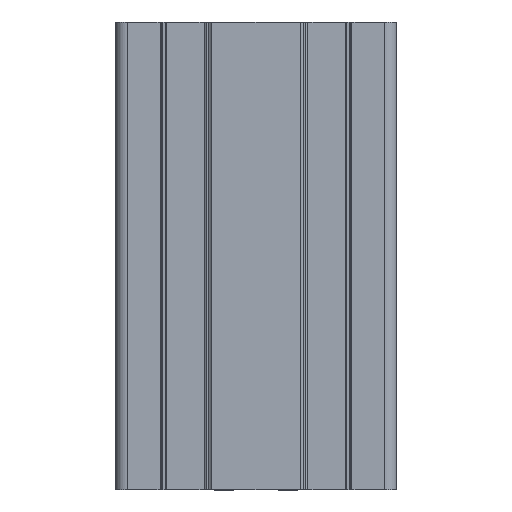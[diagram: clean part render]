
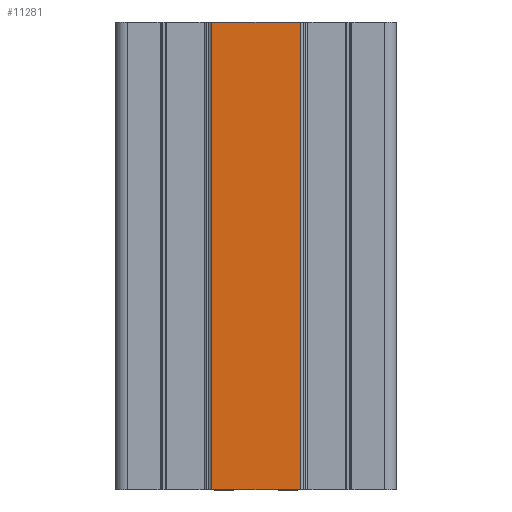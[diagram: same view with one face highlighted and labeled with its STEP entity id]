
A CAD part, front view. The second image highlights one B-rep face of the part: STEP entity #11281.
In plain terms, the highlighted planar face has unit normal (0, -1, 0).
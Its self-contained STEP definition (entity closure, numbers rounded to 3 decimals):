
#56 = DIRECTION ( 'NONE',  ( 0., 1., 0. ) ) ;
#588 = VECTOR ( 'NONE', #4893, 1000. ) ;
#1000 = VERTEX_POINT ( 'NONE', #8204 ) ;
#1109 = ORIENTED_EDGE ( 'NONE', *, *, #8099, .F. ) ;
#1242 = VECTOR ( 'NONE', #1769, 1000. ) ;
#1769 = DIRECTION ( 'NONE',  ( 1., 0., 0. ) ) ;
#2152 = EDGE_CURVE ( 'NONE', #5516, #8202, #10988, .T. ) ;
#2429 = DIRECTION ( 'NONE',  ( 0., 0., 1. ) ) ;
#2513 = VECTOR ( 'NONE', #9180, 1000. ) ;
#2673 = EDGE_LOOP ( 'NONE', ( #9311, #1109, #3968, #7164 ) ) ;
#2850 = LINE ( 'NONE', #12365, #2513 ) ;
#3254 = CARTESIAN_POINT ( 'NONE',  ( 6333.92, 1362.413, 100. ) ) ;
#3485 = EDGE_CURVE ( 'NONE', #11231, #1000, #9127, .T. ) ;
#3968 = ORIENTED_EDGE ( 'NONE', *, *, #2152, .F. ) ;
#4893 = DIRECTION ( 'NONE',  ( 0., 0., -1. ) ) ;
#5516 = VERTEX_POINT ( 'NONE', #9652 ) ;
#6512 = PLANE ( 'NONE',  #10057 ) ;
#7164 = ORIENTED_EDGE ( 'NONE', *, *, #11586, .T. ) ;
#7567 = DIRECTION ( 'NONE',  ( 0., 0., 1. ) ) ;
#8099 = EDGE_CURVE ( 'NONE', #8202, #11231, #10116, .T. ) ;
#8202 = VERTEX_POINT ( 'NONE', #8317 ) ;
#8204 = CARTESIAN_POINT ( 'NONE',  ( 6352.92, 1362.413, 0. ) ) ;
#8317 = CARTESIAN_POINT ( 'NONE',  ( 6333.92, 1362.413, 100. ) ) ;
#9127 = LINE ( 'NONE', #10204, #588 ) ;
#9180 = DIRECTION ( 'NONE',  ( 1., 0., 0. ) ) ;
#9311 = ORIENTED_EDGE ( 'NONE', *, *, #3485, .F. ) ;
#9652 = CARTESIAN_POINT ( 'NONE',  ( 6333.92, 1362.413, 0. ) ) ;
#9907 = CARTESIAN_POINT ( 'NONE',  ( 6333.92, 1362.413, 100. ) ) ;
#10057 = AXIS2_PLACEMENT_3D ( 'NONE', #3254, #56, #7567 ) ;
#10116 = LINE ( 'NONE', #13510, #1242 ) ;
#10204 = CARTESIAN_POINT ( 'NONE',  ( 6352.92, 1362.413, 100. ) ) ;
#10657 = VECTOR ( 'NONE', #2429, 1000. ) ;
#10988 = LINE ( 'NONE', #9907, #10657 ) ;
#11231 = VERTEX_POINT ( 'NONE', #11723 ) ;
#11281 = ADVANCED_FACE ( 'NONE', ( #12240 ), #6512, .F. ) ;
#11586 = EDGE_CURVE ( 'NONE', #5516, #1000, #2850, .T. ) ;
#11723 = CARTESIAN_POINT ( 'NONE',  ( 6352.92, 1362.413, 100. ) ) ;
#12240 = FACE_OUTER_BOUND ( 'NONE', #2673, .T. ) ;
#12365 = CARTESIAN_POINT ( 'NONE',  ( 6333.92, 1362.413, 0. ) ) ;
#13510 = CARTESIAN_POINT ( 'NONE',  ( 6324.02, 1362.413, 100. ) ) ;
